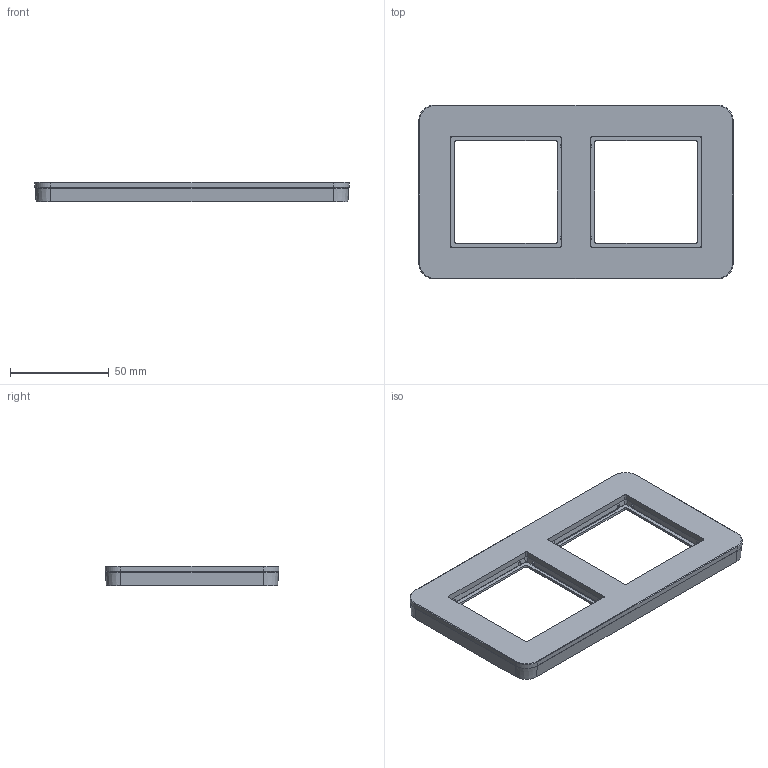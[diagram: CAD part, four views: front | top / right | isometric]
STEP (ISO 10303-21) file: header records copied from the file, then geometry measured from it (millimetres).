
FILE_DESCRIPTION((''),'2;1');
FILE_NAME('WAD9200GBM_ASM','2025-02-24T12:04:13',('andolfs'),(''),'CREO PARAMETRIC BY PTC INC, 2023154','CREO PARAMETRIC BY PTC INC, 2023154','');
FILE_SCHEMA(('CONFIG_CONTROL_DESIGN','SHAPE_APPEARANCE_LAYERS_GROUPS'));
Products named in the file (8): W4G0212_18; W4H0008_18; W1A2405_85; W1A2410_GP; 9204676000_KLEBEPAD; 9204677000_KLEBEPAD; W2A0577_00_ASM; WAD9200GBM_ASM
Assembly tree (7 placements, depth 3):
  WAD9200GBM_ASM
    W4G0212_18
    W2A0577_00_ASM
      W4H0008_18
      W1A2405_85
      W1A2410_GP
      9204676000_KLEBEPAD
      9204677000_KLEBEPAD
Bounding box: 159 x 88 x 10 mm (x, y, z)
Volume: 43519.4 mm3; surface area: 51417.1 mm2
Topology: 4 solids, 4 shells, 2138 faces, 5720 edges, 3698 vertices
Faces by surface type: plane 837, extrusion 790, cylinder 200, bspline 139, cone 72, torus 60, sphere 32, revolution 8
Entity records: 118197 total; most frequent: CARTESIAN_POINT 34163, ORIENTED_EDGE 11440, PRESENTATION_STYLE_ASSIGNMENT 8526, STYLED_ITEM 8526, DIRECTION 7766, CURVE_STYLE 6422, EDGE_CURVE 5720, VECTOR 3974
